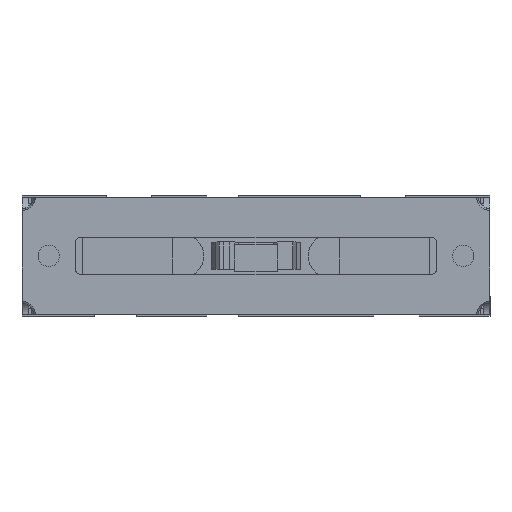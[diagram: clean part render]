
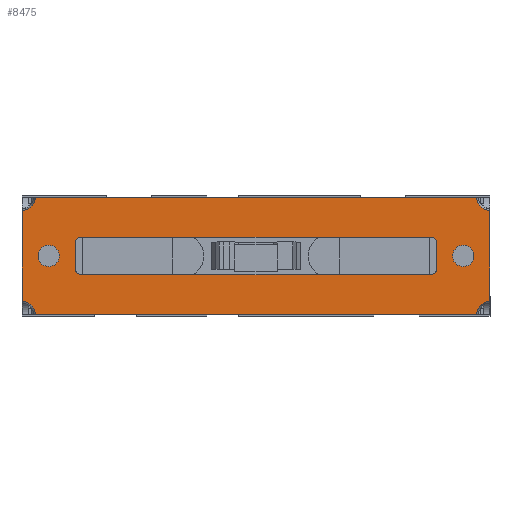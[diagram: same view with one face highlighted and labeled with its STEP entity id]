
A CAD part, top view. The second image highlights one B-rep face of the part: STEP entity #8475.
In plain terms, the highlighted planar face has unit normal (0, 0, 1).
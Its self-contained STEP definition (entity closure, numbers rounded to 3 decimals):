
#7537=CARTESIAN_POINT('',(16.5,-4.4,5.3));
#7538=VERTEX_POINT('',#7537);
#7546=CARTESIAN_POINT('',(-16.5,-4.4,5.3));
#7547=VERTEX_POINT('',#7546);
#7548=CARTESIAN_POINT('',(16.5,-4.4,5.3));
#7549=DIRECTION('',(-1.0,0.0,0.0));
#7550=VECTOR('',#7549,33.);
#7551=LINE('',#7548,#7550);
#7552=EDGE_CURVE('',#7538,#7547,#7551,.T.);
#7962=CARTESIAN_POINT('',(-16.5,4.4,5.3));
#7963=VERTEX_POINT('',#7962);
#7971=CARTESIAN_POINT('',(16.5,4.4,5.3));
#7972=VERTEX_POINT('',#7971);
#7973=CARTESIAN_POINT('',(-16.5,4.4,5.3));
#7974=DIRECTION('',(1.0,0.0,0.0));
#7975=VECTOR('',#7974,33.);
#7976=LINE('',#7973,#7975);
#7977=EDGE_CURVE('',#7963,#7972,#7976,.T.);
#8052=CARTESIAN_POINT('',(17.5,3.4,5.3));
#8053=VERTEX_POINT('',#8052);
#8069=CARTESIAN_POINT('',(17.5,4.4,5.3));
#8070=DIRECTION('',(0.0,0.0,-1.0));
#8071=DIRECTION('',(0.0,1.0,0.0));
#8072=AXIS2_PLACEMENT_3D('',#8069,#8070,#8071);
#8073=CIRCLE('',#8072,1.);
#8074=EDGE_CURVE('',#8053,#7972,#8073,.T.);
#8322=CARTESIAN_POINT('',(17.5,-3.4,5.3));
#8323=VERTEX_POINT('',#8322);
#8331=CARTESIAN_POINT('',(17.5,-4.4,5.3));
#8332=DIRECTION('',(0.0,0.0,-1.0));
#8333=DIRECTION('',(0.0,1.0,0.0));
#8334=AXIS2_PLACEMENT_3D('',#8331,#8332,#8333);
#8335=CIRCLE('',#8334,1.);
#8336=EDGE_CURVE('',#7538,#8323,#8335,.T.);
#8342=CARTESIAN_POINT('',(0.,0.,5.3));
#8343=DIRECTION('',(0.0,0.0,1.0));
#8344=DIRECTION('',(1.0,0.0,0.0));
#8345=AXIS2_PLACEMENT_3D('',#8342,#8343,#8344);
#8346=PLANE('',#8345);
#8347=ORIENTED_EDGE('',*,*,#8074,.T.);
#8348=ORIENTED_EDGE('',*,*,#7977,.F.);
#8349=CARTESIAN_POINT('',(-17.5,3.4,5.3));
#8350=VERTEX_POINT('',#8349);
#8351=CARTESIAN_POINT('',(-17.5,4.4,5.3));
#8352=DIRECTION('',(0.0,0.0,-1.0));
#8353=DIRECTION('',(0.0,1.0,0.0));
#8354=AXIS2_PLACEMENT_3D('',#8351,#8352,#8353);
#8355=CIRCLE('',#8354,1.);
#8356=EDGE_CURVE('',#7963,#8350,#8355,.T.);
#8357=ORIENTED_EDGE('',*,*,#8356,.T.);
#8358=CARTESIAN_POINT('',(-17.5,-3.4,5.3));
#8359=VERTEX_POINT('',#8358);
#8360=CARTESIAN_POINT('',(-17.5,-3.4,5.3));
#8361=DIRECTION('',(0.0,1.0,0.0));
#8362=VECTOR('',#8361,6.8);
#8363=LINE('',#8360,#8362);
#8364=EDGE_CURVE('',#8359,#8350,#8363,.T.);
#8365=ORIENTED_EDGE('',*,*,#8364,.F.);
#8366=CARTESIAN_POINT('',(-17.5,-4.4,5.3));
#8367=DIRECTION('',(0.0,0.0,-1.0));
#8368=DIRECTION('',(0.0,1.0,0.0));
#8369=AXIS2_PLACEMENT_3D('',#8366,#8367,#8368);
#8370=CIRCLE('',#8369,1.);
#8371=EDGE_CURVE('',#8359,#7547,#8370,.T.);
#8372=ORIENTED_EDGE('',*,*,#8371,.T.);
#8373=ORIENTED_EDGE('',*,*,#7552,.F.);
#8374=ORIENTED_EDGE('',*,*,#8336,.T.);
#8375=CARTESIAN_POINT('',(17.5,3.4,5.3));
#8376=DIRECTION('',(0.0,-1.0,0.0));
#8377=VECTOR('',#8376,6.8);
#8378=LINE('',#8375,#8377);
#8379=EDGE_CURVE('',#8053,#8323,#8378,.T.);
#8380=ORIENTED_EDGE('',*,*,#8379,.F.);
#8381=EDGE_LOOP('',(#8347,#8348,#8357,#8365,#8372,#8373,#8374,#8380));
#8382=FACE_OUTER_BOUND('',#8381,.T.);
#8383=CARTESIAN_POINT('',(-13.5,1.,5.3));
#8384=VERTEX_POINT('',#8383);
#8385=CARTESIAN_POINT('',(-13.1,1.4,5.3));
#8386=VERTEX_POINT('',#8385);
#8387=CARTESIAN_POINT('',(-13.1,1.,5.3));
#8388=DIRECTION('',(0.0,0.0,-1.0));
#8389=DIRECTION('',(0.0,1.0,0.0));
#8390=AXIS2_PLACEMENT_3D('',#8387,#8388,#8389);
#8391=CIRCLE('',#8390,0.4);
#8392=EDGE_CURVE('',#8384,#8386,#8391,.T.);
#8393=ORIENTED_EDGE('',*,*,#8392,.T.);
#8394=CARTESIAN_POINT('',(13.1,1.4,5.3));
#8395=VERTEX_POINT('',#8394);
#8396=CARTESIAN_POINT('',(-13.1,1.4,5.3));
#8397=DIRECTION('',(1.0,0.0,0.0));
#8398=VECTOR('',#8397,26.2);
#8399=LINE('',#8396,#8398);
#8400=EDGE_CURVE('',#8386,#8395,#8399,.T.);
#8401=ORIENTED_EDGE('',*,*,#8400,.T.);
#8402=CARTESIAN_POINT('',(13.5,1.,5.3));
#8403=VERTEX_POINT('',#8402);
#8404=CARTESIAN_POINT('',(13.1,1.,5.3));
#8405=DIRECTION('',(0.0,0.0,-1.0));
#8406=DIRECTION('',(1.0,0.0,0.0));
#8407=AXIS2_PLACEMENT_3D('',#8404,#8405,#8406);
#8408=CIRCLE('',#8407,0.4);
#8409=EDGE_CURVE('',#8395,#8403,#8408,.T.);
#8410=ORIENTED_EDGE('',*,*,#8409,.T.);
#8411=CARTESIAN_POINT('',(13.5,-1.,5.3));
#8412=VERTEX_POINT('',#8411);
#8413=CARTESIAN_POINT('',(13.5,1.,5.3));
#8414=DIRECTION('',(0.0,-1.0,0.0));
#8415=VECTOR('',#8414,2.);
#8416=LINE('',#8413,#8415);
#8417=EDGE_CURVE('',#8403,#8412,#8416,.T.);
#8418=ORIENTED_EDGE('',*,*,#8417,.T.);
#8419=CARTESIAN_POINT('',(13.1,-1.4,5.3));
#8420=VERTEX_POINT('',#8419);
#8421=CARTESIAN_POINT('',(13.1,-1.,5.3));
#8422=DIRECTION('',(0.0,0.0,-1.0));
#8423=DIRECTION('',(0.0,-1.0,0.0));
#8424=AXIS2_PLACEMENT_3D('',#8421,#8422,#8423);
#8425=CIRCLE('',#8424,0.4);
#8426=EDGE_CURVE('',#8412,#8420,#8425,.T.);
#8427=ORIENTED_EDGE('',*,*,#8426,.T.);
#8428=CARTESIAN_POINT('',(-13.1,-1.4,5.3));
#8429=VERTEX_POINT('',#8428);
#8430=CARTESIAN_POINT('',(13.1,-1.4,5.3));
#8431=DIRECTION('',(-1.0,0.0,0.0));
#8432=VECTOR('',#8431,26.2);
#8433=LINE('',#8430,#8432);
#8434=EDGE_CURVE('',#8420,#8429,#8433,.T.);
#8435=ORIENTED_EDGE('',*,*,#8434,.T.);
#8436=CARTESIAN_POINT('',(-13.5,-1.,5.3));
#8437=VERTEX_POINT('',#8436);
#8438=CARTESIAN_POINT('',(-13.1,-1.,5.3));
#8439=DIRECTION('',(0.0,0.0,-1.0));
#8440=DIRECTION('',(-1.0,0.0,0.0));
#8441=AXIS2_PLACEMENT_3D('',#8438,#8439,#8440);
#8442=CIRCLE('',#8441,0.4);
#8443=EDGE_CURVE('',#8429,#8437,#8442,.T.);
#8444=ORIENTED_EDGE('',*,*,#8443,.T.);
#8445=CARTESIAN_POINT('',(-13.5,-1.,5.3));
#8446=DIRECTION('',(0.0,1.0,0.0));
#8447=VECTOR('',#8446,2.);
#8448=LINE('',#8445,#8447);
#8449=EDGE_CURVE('',#8437,#8384,#8448,.T.);
#8450=ORIENTED_EDGE('',*,*,#8449,.T.);
#8451=EDGE_LOOP('',(#8393,#8401,#8410,#8418,#8427,#8435,#8444,#8450));
#8452=FACE_BOUND('',#8451,.T.);
#8453=CARTESIAN_POINT('',(-16.3,0.,5.3));
#8454=VERTEX_POINT('',#8453);
#8455=CARTESIAN_POINT('',(-15.5,0.,5.3));
#8456=DIRECTION('',(0.0,0.0,-1.0));
#8457=DIRECTION('',(1.0,0.0,0.0));
#8458=AXIS2_PLACEMENT_3D('',#8455,#8456,#8457);
#8459=CIRCLE('',#8458,0.8);
#8460=EDGE_CURVE('',#8454,#8454,#8459,.T.);
#8461=ORIENTED_EDGE('',*,*,#8460,.T.);
#8462=EDGE_LOOP('',(#8461));
#8463=FACE_BOUND('',#8462,.T.);
#8464=CARTESIAN_POINT('',(14.7,0.,5.3));
#8465=VERTEX_POINT('',#8464);
#8466=CARTESIAN_POINT('',(15.5,0.,5.3));
#8467=DIRECTION('',(0.0,0.0,-1.0));
#8468=DIRECTION('',(1.0,0.0,0.0));
#8469=AXIS2_PLACEMENT_3D('',#8466,#8467,#8468);
#8470=CIRCLE('',#8469,0.8);
#8471=EDGE_CURVE('',#8465,#8465,#8470,.T.);
#8472=ORIENTED_EDGE('',*,*,#8471,.T.);
#8473=EDGE_LOOP('',(#8472));
#8474=FACE_BOUND('',#8473,.T.);
#8475=ADVANCED_FACE('',(#8382,#8452,#8463,#8474),#8346,.T.);
